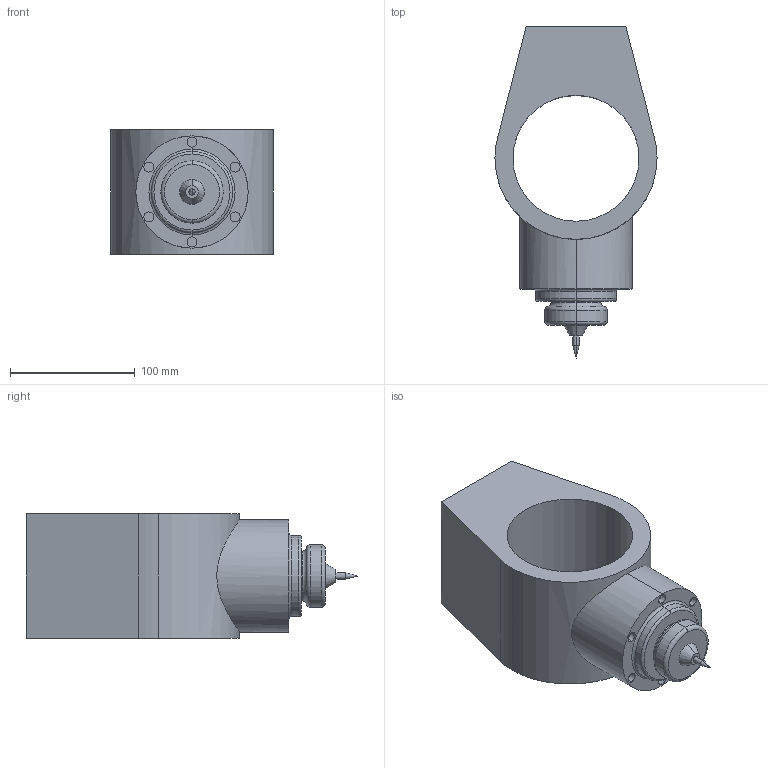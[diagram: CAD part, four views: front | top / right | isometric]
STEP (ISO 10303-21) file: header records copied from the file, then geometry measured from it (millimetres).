
FILE_DESCRIPTION (( 'STEP AP203' ), '1' );
FILE_NAME ('Link4_Default_sldprt.STEP', '2023-11-22T07:38:01', ( '' ), ( '' ), 'SwSTEP 2.0', 'SolidWorks 2020', '' );
FILE_SCHEMA (( 'CONFIG_CONTROL_DESIGN' ));
Length unit declared in the file: millimetre
Products named in the file (1): Link4_Default_sldprt
Bounding box: 130 x 266.16 x 100 mm (x, y, z)
Volume: 1343199.4 mm3; surface area: 121697.4 mm2
Topology: 1 solids, 1 shells, 56 faces, 118 edges, 73 vertices
Faces by surface type: cylinder 27, plane 15, torus 10, cone 4
Entity records: 1733 total; most frequent: CARTESIAN_POINT 392, DIRECTION 302, ORIENTED_EDGE 232, AXIS2_PLACEMENT_3D 131, EDGE_CURVE 116, CIRCLE 74, VERTEX_POINT 73, EDGE_LOOP 69
